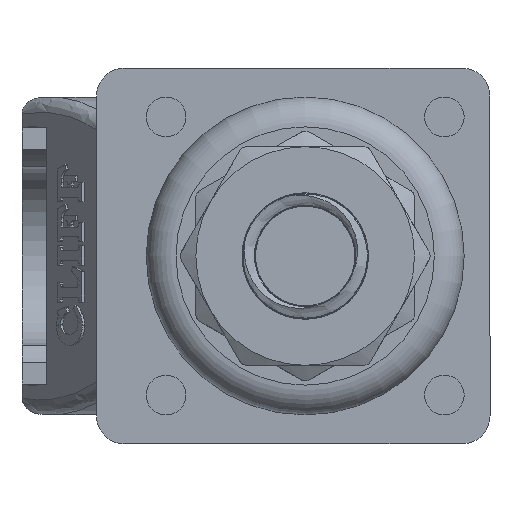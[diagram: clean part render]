
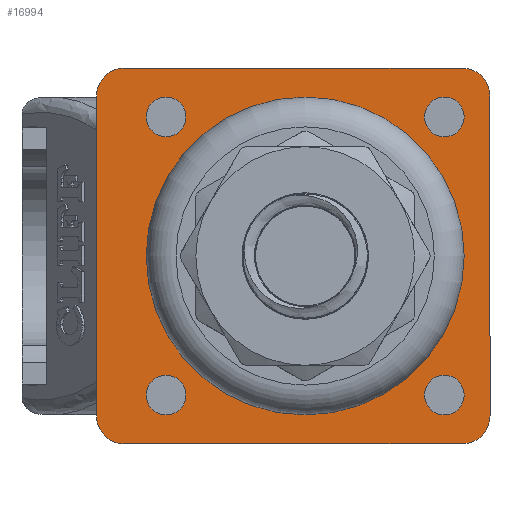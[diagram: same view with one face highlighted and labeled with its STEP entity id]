
A CAD part, front view. The second image highlights one B-rep face of the part: STEP entity #16994.
In plain terms, the highlighted face is planar.
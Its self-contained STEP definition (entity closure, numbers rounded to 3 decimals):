
#913=FACE_BOUND('',#2991,.T.);
#914=FACE_BOUND('',#2992,.T.);
#915=FACE_BOUND('',#2993,.T.);
#916=FACE_BOUND('',#2994,.T.);
#917=FACE_BOUND('',#2995,.T.);
#987=CIRCLE('',#18072,1.4);
#989=CIRCLE('',#18077,1.4);
#990=CIRCLE('',#18078,1.4);
#991=CIRCLE('',#18079,1.4);
#992=CIRCLE('',#18080,1.);
#993=CIRCLE('',#18081,1.);
#994=CIRCLE('',#18082,1.);
#995=CIRCLE('',#18083,1.);
#996=CIRCLE('',#18084,6.225);
#997=CIRCLE('',#18085,6.225);
#998=CIRCLE('',#18086,6.225);
#999=CIRCLE('',#18087,6.225);
#2081=FACE_OUTER_BOUND('',#2990,.T.);
#2990=EDGE_LOOP('',(#11963,#11964,#11965,#11966,#11967,#11968,#11969,#11970,
#11971,#11972));
#2991=EDGE_LOOP('',(#11973));
#2992=EDGE_LOOP('',(#11974));
#2993=EDGE_LOOP('',(#11975));
#2994=EDGE_LOOP('',(#11976));
#2995=EDGE_LOOP('',(#11977,#11978,#11979,#11980,#11981,#11982,#11983,#11984));
#4123=LINE('',#24712,#5756);
#4125=LINE('',#24716,#5758);
#4126=LINE('',#24718,#5759);
#4127=LINE('',#24720,#5760);
#4128=LINE('',#24724,#5761);
#4129=LINE('',#24728,#5762);
#4130=LINE('',#24742,#5763);
#4131=LINE('',#24746,#5764);
#4132=LINE('',#24750,#5765);
#4133=LINE('',#24753,#5766);
#5756=VECTOR('',#19749,10.);
#5758=VECTOR('',#19753,10.);
#5759=VECTOR('',#19754,10.);
#5760=VECTOR('',#19755,10.);
#5761=VECTOR('',#19758,10.);
#5762=VECTOR('',#19761,10.);
#5763=VECTOR('',#19774,10.);
#5764=VECTOR('',#19777,10.);
#5765=VECTOR('',#19780,10.);
#5766=VECTOR('',#19783,10.);
#7356=VERTEX_POINT('',#24699);
#7357=VERTEX_POINT('',#24700);
#7360=VERTEX_POINT('',#24711);
#7361=VERTEX_POINT('',#24715);
#7362=VERTEX_POINT('',#24717);
#7363=VERTEX_POINT('',#24719);
#7364=VERTEX_POINT('',#24721);
#7365=VERTEX_POINT('',#24723);
#7366=VERTEX_POINT('',#24725);
#7367=VERTEX_POINT('',#24727);
#7368=VERTEX_POINT('',#24730);
#7369=VERTEX_POINT('',#24732);
#7370=VERTEX_POINT('',#24734);
#7371=VERTEX_POINT('',#24736);
#7372=VERTEX_POINT('',#24738);
#7373=VERTEX_POINT('',#24739);
#7374=VERTEX_POINT('',#24741);
#7375=VERTEX_POINT('',#24743);
#7376=VERTEX_POINT('',#24745);
#7377=VERTEX_POINT('',#24747);
#7378=VERTEX_POINT('',#24749);
#7379=VERTEX_POINT('',#24751);
#9159=EDGE_CURVE('',#7356,#7357,#987,.T.);
#9165=EDGE_CURVE('',#7360,#7357,#4123,.T.);
#9167=EDGE_CURVE('',#7356,#7361,#4125,.T.);
#9168=EDGE_CURVE('',#7361,#7362,#4126,.T.);
#9169=EDGE_CURVE('',#7362,#7363,#4127,.T.);
#9170=EDGE_CURVE('',#7364,#7363,#989,.T.);
#9171=EDGE_CURVE('',#7364,#7365,#4128,.T.);
#9172=EDGE_CURVE('',#7366,#7365,#990,.T.);
#9173=EDGE_CURVE('',#7366,#7367,#4129,.T.);
#9174=EDGE_CURVE('',#7360,#7367,#991,.T.);
#9175=EDGE_CURVE('',#7368,#7368,#992,.T.);
#9176=EDGE_CURVE('',#7369,#7369,#993,.T.);
#9177=EDGE_CURVE('',#7370,#7370,#994,.T.);
#9178=EDGE_CURVE('',#7371,#7371,#995,.T.);
#9179=EDGE_CURVE('',#7372,#7373,#996,.T.);
#9180=EDGE_CURVE('',#7373,#7374,#4130,.T.);
#9181=EDGE_CURVE('',#7374,#7375,#997,.T.);
#9182=EDGE_CURVE('',#7375,#7376,#4131,.T.);
#9183=EDGE_CURVE('',#7376,#7377,#998,.T.);
#9184=EDGE_CURVE('',#7377,#7378,#4132,.T.);
#9185=EDGE_CURVE('',#7378,#7379,#999,.T.);
#9186=EDGE_CURVE('',#7379,#7372,#4133,.T.);
#11963=ORIENTED_EDGE('',*,*,#9159,.F.);
#11964=ORIENTED_EDGE('',*,*,#9167,.T.);
#11965=ORIENTED_EDGE('',*,*,#9168,.T.);
#11966=ORIENTED_EDGE('',*,*,#9169,.T.);
#11967=ORIENTED_EDGE('',*,*,#9170,.F.);
#11968=ORIENTED_EDGE('',*,*,#9171,.T.);
#11969=ORIENTED_EDGE('',*,*,#9172,.F.);
#11970=ORIENTED_EDGE('',*,*,#9173,.T.);
#11971=ORIENTED_EDGE('',*,*,#9174,.F.);
#11972=ORIENTED_EDGE('',*,*,#9165,.T.);
#11973=ORIENTED_EDGE('',*,*,#9175,.T.);
#11974=ORIENTED_EDGE('',*,*,#9176,.T.);
#11975=ORIENTED_EDGE('',*,*,#9177,.T.);
#11976=ORIENTED_EDGE('',*,*,#9178,.T.);
#11977=ORIENTED_EDGE('',*,*,#9179,.T.);
#11978=ORIENTED_EDGE('',*,*,#9180,.T.);
#11979=ORIENTED_EDGE('',*,*,#9181,.T.);
#11980=ORIENTED_EDGE('',*,*,#9182,.T.);
#11981=ORIENTED_EDGE('',*,*,#9183,.T.);
#11982=ORIENTED_EDGE('',*,*,#9184,.T.);
#11983=ORIENTED_EDGE('',*,*,#9185,.T.);
#11984=ORIENTED_EDGE('',*,*,#9186,.T.);
#16424=PLANE('',#18076);
#16994=ADVANCED_FACE('',(#2081,#913,#914,#915,#916,#917),#16424,.F.);
#18072=AXIS2_PLACEMENT_3D('',#24701,#19737,#19738);
#18076=AXIS2_PLACEMENT_3D('',#24714,#19751,#19752);
#18077=AXIS2_PLACEMENT_3D('',#24722,#19756,#19757);
#18078=AXIS2_PLACEMENT_3D('',#24726,#19759,#19760);
#18079=AXIS2_PLACEMENT_3D('',#24729,#19762,#19763);
#18080=AXIS2_PLACEMENT_3D('',#24731,#19764,#19765);
#18081=AXIS2_PLACEMENT_3D('',#24733,#19766,#19767);
#18082=AXIS2_PLACEMENT_3D('',#24735,#19768,#19769);
#18083=AXIS2_PLACEMENT_3D('',#24737,#19770,#19771);
#18084=AXIS2_PLACEMENT_3D('',#24740,#19772,#19773);
#18085=AXIS2_PLACEMENT_3D('',#24744,#19775,#19776);
#18086=AXIS2_PLACEMENT_3D('',#24748,#19778,#19779);
#18087=AXIS2_PLACEMENT_3D('',#24752,#19781,#19782);
#19737=DIRECTION('center_axis',(0.,0.,1.));
#19738=DIRECTION('ref_axis',(0.707,-0.707,0.));
#19749=DIRECTION('',(0.,-1.,0.));
#19751=DIRECTION('center_axis',(0.,0.,1.));
#19752=DIRECTION('ref_axis',(1.,0.,0.));
#19753=DIRECTION('',(-1.,0.,0.));
#19754=DIRECTION('',(-1.,0.,0.));
#19755=DIRECTION('',(-1.,0.,0.));
#19756=DIRECTION('center_axis',(0.,0.,1.));
#19757=DIRECTION('ref_axis',(-0.707,-0.707,0.));
#19758=DIRECTION('',(0.,1.,0.));
#19759=DIRECTION('center_axis',(0.,0.,1.));
#19760=DIRECTION('ref_axis',(-0.707,0.707,0.));
#19761=DIRECTION('',(1.,0.,0.));
#19762=DIRECTION('center_axis',(0.,0.,1.));
#19763=DIRECTION('ref_axis',(0.707,0.707,0.));
#19764=DIRECTION('center_axis',(0.,0.,1.));
#19765=DIRECTION('ref_axis',(1.,0.,0.));
#19766=DIRECTION('center_axis',(0.,0.,1.));
#19767=DIRECTION('ref_axis',(1.,0.,0.));
#19768=DIRECTION('center_axis',(0.,0.,1.));
#19769=DIRECTION('ref_axis',(1.,0.,0.));
#19770=DIRECTION('center_axis',(0.,0.,1.));
#19771=DIRECTION('ref_axis',(1.,0.,0.));
#19772=DIRECTION('center_axis',(0.,0.,1.));
#19773=DIRECTION('ref_axis',(1.,0.,0.));
#19774=DIRECTION('',(1.,0.,0.));
#19775=DIRECTION('center_axis',(0.,0.,1.));
#19776=DIRECTION('ref_axis',(1.,0.,0.));
#19777=DIRECTION('',(0.,1.,0.));
#19778=DIRECTION('center_axis',(0.,0.,1.));
#19779=DIRECTION('ref_axis',(1.,0.,0.));
#19780=DIRECTION('',(-1.,0.,0.));
#19781=DIRECTION('center_axis',(0.,0.,1.));
#19782=DIRECTION('ref_axis',(1.,0.,0.));
#19783=DIRECTION('',(0.,-1.,0.));
#24699=CARTESIAN_POINT('',(-1.4,-10.5,0.));
#24700=CARTESIAN_POINT('',(0.,-9.1,0.));
#24701=CARTESIAN_POINT('Origin',(-1.4,-9.1,0.));
#24711=CARTESIAN_POINT('',(0.,7.9,0.));
#24712=CARTESIAN_POINT('',(0.,9.3,0.));
#24714=CARTESIAN_POINT('Origin',(-9.45,-0.6,0.));
#24715=CARTESIAN_POINT('',(-3.119,-10.5,0.));
#24716=CARTESIAN_POINT('',(-9.45,-10.5,0.));
#24717=CARTESIAN_POINT('',(-15.781,-10.5,0.));
#24718=CARTESIAN_POINT('',(-9.45,-10.5,0.));
#24719=CARTESIAN_POINT('',(-17.5,-10.5,0.));
#24720=CARTESIAN_POINT('',(0.,-10.5,0.));
#24721=CARTESIAN_POINT('',(-18.9,-9.1,0.));
#24722=CARTESIAN_POINT('Origin',(-17.5,-9.1,0.));
#24723=CARTESIAN_POINT('',(-18.9,7.9,0.));
#24724=CARTESIAN_POINT('',(-18.9,-10.5,0.));
#24725=CARTESIAN_POINT('',(-17.5,9.3,0.));
#24726=CARTESIAN_POINT('Origin',(-17.5,7.9,0.));
#24727=CARTESIAN_POINT('',(-1.4,9.3,0.));
#24728=CARTESIAN_POINT('',(-18.9,9.3,0.));
#24729=CARTESIAN_POINT('Origin',(-1.4,7.9,0.));
#24730=CARTESIAN_POINT('',(-3.45,7.,0.));
#24731=CARTESIAN_POINT('Origin',(-2.45,7.,0.));
#24732=CARTESIAN_POINT('',(-3.45,-7.,0.));
#24733=CARTESIAN_POINT('Origin',(-2.45,-7.,0.));
#24734=CARTESIAN_POINT('',(-17.45,7.,0.));
#24735=CARTESIAN_POINT('Origin',(-16.45,7.,0.));
#24736=CARTESIAN_POINT('',(-17.45,-7.,0.));
#24737=CARTESIAN_POINT('Origin',(-16.45,-7.,0.));
#24738=CARTESIAN_POINT('',(-14.775,-3.224,0.));
#24739=CARTESIAN_POINT('',(-12.674,-5.325,0.));
#24740=CARTESIAN_POINT('Origin',(-9.45,0.,0.));
#24741=CARTESIAN_POINT('',(-6.226,-5.325,0.));
#24742=CARTESIAN_POINT('',(-12.674,-5.325,0.));
#24743=CARTESIAN_POINT('',(-4.125,-3.224,0.));
#24744=CARTESIAN_POINT('Origin',(-9.45,0.,0.));
#24745=CARTESIAN_POINT('',(-4.125,3.224,0.));
#24746=CARTESIAN_POINT('',(-4.125,-3.224,0.));
#24747=CARTESIAN_POINT('',(-6.226,5.325,0.));
#24748=CARTESIAN_POINT('Origin',(-9.45,0.,0.));
#24749=CARTESIAN_POINT('',(-12.674,5.325,0.));
#24750=CARTESIAN_POINT('',(-6.226,5.325,0.));
#24751=CARTESIAN_POINT('',(-14.775,3.224,0.));
#24752=CARTESIAN_POINT('Origin',(-9.45,0.,0.));
#24753=CARTESIAN_POINT('',(-14.775,3.224,0.));
